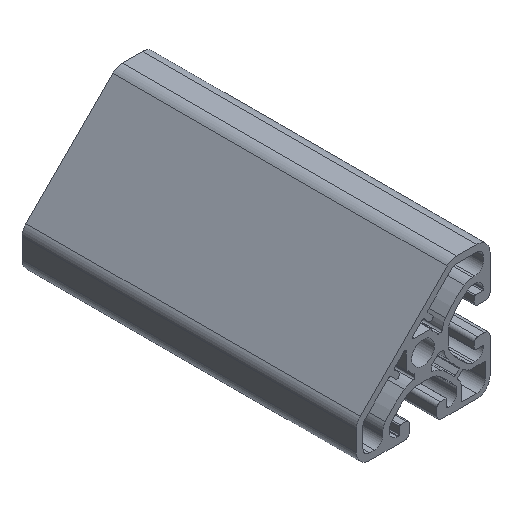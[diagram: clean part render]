
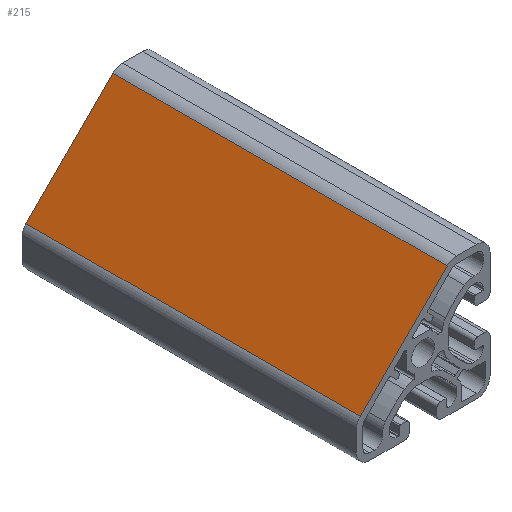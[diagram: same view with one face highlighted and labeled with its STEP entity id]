
A CAD part, isometric view. The second image highlights one B-rep face of the part: STEP entity #215.
In plain terms, the highlighted planar face has unit normal (-0.707, 0, 0.707).
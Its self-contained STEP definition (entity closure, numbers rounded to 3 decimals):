
#215 = ADVANCED_FACE( '', ( #554 ), #555, .F. );
#554 = FACE_OUTER_BOUND( '', #1025, .T. );
#555 = PLANE( '', #1026 );
#1025 = EDGE_LOOP( '', ( #1590, #1591, #1592, #1593 ) );
#1026 = AXIS2_PLACEMENT_3D( '', #1594, #1595, #1596 );
#1590 = ORIENTED_EDGE( '', *, *, #3026, .T. );
#1591 = ORIENTED_EDGE( '', *, *, #3027, .F. );
#1592 = ORIENTED_EDGE( '', *, *, #3028, .F. );
#1593 = ORIENTED_EDGE( '', *, *, #3022, .T. );
#1594 = CARTESIAN_POINT( '', ( -18.828, 100., -7.148 ) );
#1595 = DIRECTION( '', ( 0.707, 0., -0.707 ) );
#1596 = DIRECTION( '', ( -0.707, 0., -0.707 ) );
#3022 = EDGE_CURVE( '', #3697, #3695, #3698, .T. );
#3026 = EDGE_CURVE( '', #3695, #3703, #3704, .T. );
#3027 = EDGE_CURVE( '', #3705, #3703, #3706, .T. );
#3028 = EDGE_CURVE( '', #3697, #3705, #3707, .T. );
#3695 = VERTEX_POINT( '', #4636 );
#3697 = VERTEX_POINT( '', #4638 );
#3698 = LINE( '', #4639, #4640 );
#3703 = VERTEX_POINT( '', #4646 );
#3704 = LINE( '', #4647, #4648 );
#3705 = VERTEX_POINT( '', #4649 );
#3706 = LINE( '', #4650, #4651 );
#3707 = LINE( '', #4652, #4653 );
#4636 = CARTESIAN_POINT( '', ( -18.828, 0., -7.148 ) );
#4638 = CARTESIAN_POINT( '', ( -18.828, 100., -7.148 ) );
#4639 = CARTESIAN_POINT( '', ( -18.828, 100., -7.148 ) );
#4640 = VECTOR( '', #5719, 1000. );
#4646 = CARTESIAN_POINT( '', ( 7.148, 0., 18.828 ) );
#4647 = CARTESIAN_POINT( '', ( -18.828, 0., -7.148 ) );
#4648 = VECTOR( '', #5724, 1000. );
#4649 = CARTESIAN_POINT( '', ( 7.148, 100., 18.828 ) );
#4650 = CARTESIAN_POINT( '', ( 7.148, 100., 18.828 ) );
#4651 = VECTOR( '', #5725, 1000. );
#4652 = CARTESIAN_POINT( '', ( -18.828, 100., -7.148 ) );
#4653 = VECTOR( '', #5726, 1000. );
#5719 = DIRECTION( '', ( 0., -1., 0. ) );
#5724 = DIRECTION( '', ( 0.707, 0., 0.707 ) );
#5725 = DIRECTION( '', ( 0., -1., 0. ) );
#5726 = DIRECTION( '', ( 0.707, 0., 0.707 ) );
